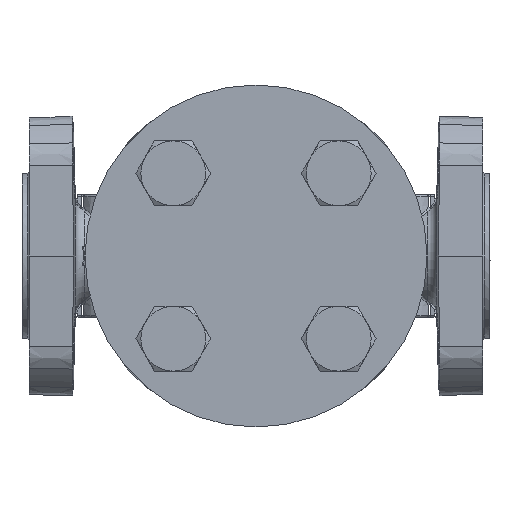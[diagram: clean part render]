
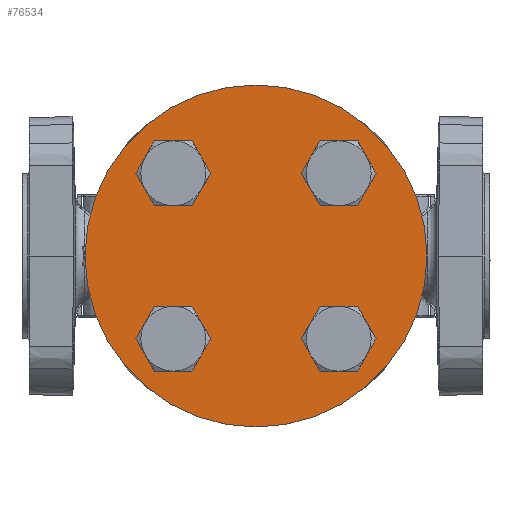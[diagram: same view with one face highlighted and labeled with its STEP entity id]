
A CAD part, front view. The second image highlights one B-rep face of the part: STEP entity #76534.
In plain terms, the highlighted planar face has unit normal (0, -1, 0).
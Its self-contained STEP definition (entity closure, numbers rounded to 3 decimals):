
#76301=CARTESIAN_POINT('',(0.,-80.05,0.));
#76302=DIRECTION('',(0.,-1.,0.));
#76303=DIRECTION('',(0.,0.,-1.));
#76304=AXIS2_PLACEMENT_3D('',#76301,#76302,#76303);
#76306=CARTESIAN_POINT('',(0.,-80.05,0.));
#76307=DIRECTION('',(0.,-1.,0.));
#76308=DIRECTION('',(0.,0.,1.));
#76309=AXIS2_PLACEMENT_3D('',#76306,#76307,#76308);
#76311=CARTESIAN_POINT('',(-22.981,-80.05,22.981));
#76312=DIRECTION('',(0.,-1.,0.));
#76313=DIRECTION('',(0.,0.,-1.));
#76314=AXIS2_PLACEMENT_3D('',#76311,#76312,#76313);
#76316=CARTESIAN_POINT('',(-22.981,-80.05,22.981));
#76317=DIRECTION('',(0.,-1.,0.));
#76318=DIRECTION('',(0.,0.,1.));
#76319=AXIS2_PLACEMENT_3D('',#76316,#76317,#76318);
#76321=CARTESIAN_POINT('',(-22.981,-80.05,-22.981));
#76322=DIRECTION('',(0.,-1.,0.));
#76323=DIRECTION('',(0.,0.,-1.));
#76324=AXIS2_PLACEMENT_3D('',#76321,#76322,#76323);
#76326=CARTESIAN_POINT('',(-22.981,-80.05,-22.981));
#76327=DIRECTION('',(0.,-1.,0.));
#76328=DIRECTION('',(0.,0.,1.));
#76329=AXIS2_PLACEMENT_3D('',#76326,#76327,#76328);
#76331=CARTESIAN_POINT('',(22.981,-80.05,22.981));
#76332=DIRECTION('',(0.,-1.,0.));
#76333=DIRECTION('',(0.,0.,-1.));
#76334=AXIS2_PLACEMENT_3D('',#76331,#76332,#76333);
#76336=CARTESIAN_POINT('',(22.981,-80.05,22.981));
#76337=DIRECTION('',(0.,-1.,0.));
#76338=DIRECTION('',(0.,0.,1.));
#76339=AXIS2_PLACEMENT_3D('',#76336,#76337,#76338);
#76341=CARTESIAN_POINT('',(22.981,-80.05,-22.981));
#76342=DIRECTION('',(0.,-1.,0.));
#76343=DIRECTION('',(0.,0.,-1.));
#76344=AXIS2_PLACEMENT_3D('',#76341,#76342,#76343);
#76346=CARTESIAN_POINT('',(22.981,-80.05,-22.981));
#76347=DIRECTION('',(0.,-1.,0.));
#76348=DIRECTION('',(0.,0.,1.));
#76349=AXIS2_PLACEMENT_3D('',#76346,#76347,#76348);
#76459=CARTESIAN_POINT('',(0.,-80.05,47.5));
#76460=CARTESIAN_POINT('',(0.,-80.05,-47.5));
#76461=VERTEX_POINT('',#76459);
#76462=VERTEX_POINT('',#76460);
#76469=CARTESIAN_POINT('',(22.981,-80.05,-29.981));
#76470=CARTESIAN_POINT('',(22.981,-80.05,-15.981));
#76471=VERTEX_POINT('',#76469);
#76472=VERTEX_POINT('',#76470);
#76473=CARTESIAN_POINT('',(-22.981,-80.05,29.981));
#76474=CARTESIAN_POINT('',(-22.981,-80.05,15.981));
#76475=VERTEX_POINT('',#76473);
#76476=VERTEX_POINT('',#76474);
#76477=CARTESIAN_POINT('',(22.981,-80.05,29.981));
#76478=CARTESIAN_POINT('',(22.981,-80.05,15.981));
#76479=VERTEX_POINT('',#76477);
#76480=VERTEX_POINT('',#76478);
#76481=CARTESIAN_POINT('',(-22.981,-80.05,-29.981));
#76482=CARTESIAN_POINT('',(-22.981,-80.05,-15.981));
#76483=VERTEX_POINT('',#76481);
#76484=VERTEX_POINT('',#76482);
#76499=CARTESIAN_POINT('',(47.5,-80.05,0.));
#76500=DIRECTION('',(0.,1.,0.));
#76501=DIRECTION('',(0.,0.,1.));
#76502=AXIS2_PLACEMENT_3D('',#76499,#76500,#76501);
#76503=PLANE('',#76502);
#76505=ORIENTED_EDGE('',*,*,#76504,.F.);
#76507=ORIENTED_EDGE('',*,*,#76506,.F.);
#76508=EDGE_LOOP('',(#76505,#76507));
#76509=FACE_OUTER_BOUND('',#76508,.F.);
#76511=ORIENTED_EDGE('',*,*,#76510,.T.);
#76513=ORIENTED_EDGE('',*,*,#76512,.T.);
#76514=EDGE_LOOP('',(#76511,#76513));
#76515=FACE_BOUND('',#76514,.F.);
#76517=ORIENTED_EDGE('',*,*,#76516,.T.);
#76519=ORIENTED_EDGE('',*,*,#76518,.T.);
#76520=EDGE_LOOP('',(#76517,#76519));
#76521=FACE_BOUND('',#76520,.F.);
#76523=ORIENTED_EDGE('',*,*,#76522,.T.);
#76525=ORIENTED_EDGE('',*,*,#76524,.T.);
#76526=EDGE_LOOP('',(#76523,#76525));
#76527=FACE_BOUND('',#76526,.F.);
#76529=ORIENTED_EDGE('',*,*,#76528,.T.);
#76531=ORIENTED_EDGE('',*,*,#76530,.T.);
#76532=EDGE_LOOP('',(#76529,#76531));
#76533=FACE_BOUND('',#76532,.F.);
#76534=ADVANCED_FACE('',(#76509,#76515,#76521,#76527,#76533),#76503,.F.);
#76305=CIRCLE('',#76304,47.5);
#76310=CIRCLE('',#76309,47.5);
#76315=CIRCLE('',#76314,7.);
#76320=CIRCLE('',#76319,7.);
#76325=CIRCLE('',#76324,7.);
#76330=CIRCLE('',#76329,7.);
#76335=CIRCLE('',#76334,7.);
#76340=CIRCLE('',#76339,7.);
#76345=CIRCLE('',#76344,7.);
#76350=CIRCLE('',#76349,7.);
#76504=EDGE_CURVE('',#76462,#76461,#76305,.T.);
#76506=EDGE_CURVE('',#76461,#76462,#76310,.T.);
#76510=EDGE_CURVE('',#76476,#76475,#76315,.T.);
#76512=EDGE_CURVE('',#76475,#76476,#76320,.T.);
#76516=EDGE_CURVE('',#76483,#76484,#76325,.T.);
#76518=EDGE_CURVE('',#76484,#76483,#76330,.T.);
#76522=EDGE_CURVE('',#76480,#76479,#76335,.T.);
#76524=EDGE_CURVE('',#76479,#76480,#76340,.T.);
#76528=EDGE_CURVE('',#76471,#76472,#76345,.T.);
#76530=EDGE_CURVE('',#76472,#76471,#76350,.T.);
